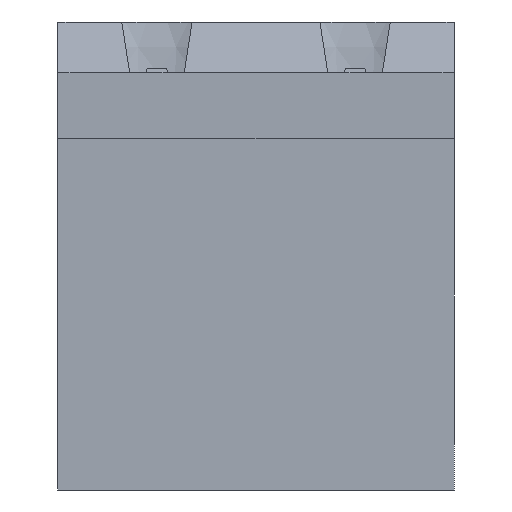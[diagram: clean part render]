
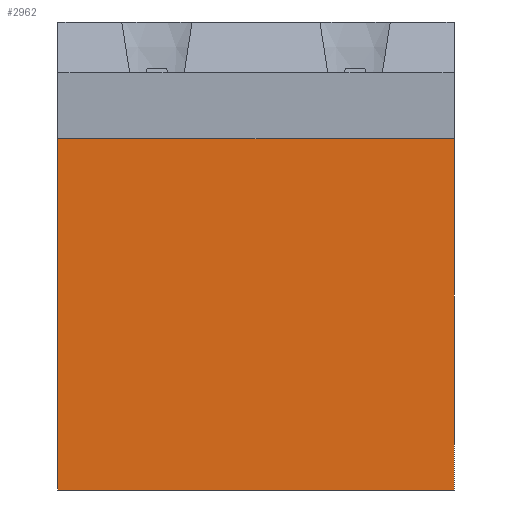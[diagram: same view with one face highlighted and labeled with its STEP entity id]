
A CAD part, front view. The second image highlights one B-rep face of the part: STEP entity #2962.
In plain terms, the highlighted planar face has unit normal (0, -1, 0).
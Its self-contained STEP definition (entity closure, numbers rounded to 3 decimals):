
#401=ORIENTED_EDGE('',*,*,#1196,.T.);
#402=ORIENTED_EDGE('',*,*,#1042,.T.);
#403=ORIENTED_EDGE('',*,*,#1114,.T.);
#404=ORIENTED_EDGE('',*,*,#1220,.T.);
#1042=EDGE_CURVE('',#1478,#1477,#1757,.T.);
#1114=EDGE_CURVE('',#1477,#1543,#1817,.T.);
#1196=EDGE_CURVE('',#1605,#1478,#1897,.T.);
#1220=EDGE_CURVE('',#1543,#1605,#1919,.T.);
#1477=VERTEX_POINT('',#4215);
#1478=VERTEX_POINT('',#4217);
#1543=VERTEX_POINT('',#4362);
#1605=VERTEX_POINT('',#4529);
#1757=LINE('',#4216,#2100);
#1817=LINE('',#4363,#2160);
#1897=LINE('',#4528,#2240);
#1919=LINE('',#4569,#2262);
#2100=VECTOR('',#3380,1000.);
#2160=VECTOR('',#3482,1000.);
#2240=VECTOR('',#3594,1000.);
#2262=VECTOR('',#3628,1000.);
#2471=EDGE_LOOP('',(#401,#402,#403,#404));
#2654=FACE_BOUND('',#2471,.T.);
#2835=PLANE('',#3172);
#2962=ADVANCED_FACE('',(#2654),#2835,.T.);
#3172=AXIS2_PLACEMENT_3D('',#4570,#3629,#3630);
#3380=DIRECTION('',(1.,0.,0.));
#3482=DIRECTION('',(0.,0.,1.));
#3594=DIRECTION('',(0.,0.,-1.));
#3628=DIRECTION('',(-1.,0.,0.));
#3629=DIRECTION('',(0.,-1.,0.));
#3630=DIRECTION('',(0.,0.,-1.));
#4215=CARTESIAN_POINT('',(5.08,0.7,-6.));
#4216=CARTESIAN_POINT('',(-5.08,0.7,-6.));
#4217=CARTESIAN_POINT('',(-5.08,0.7,-6.));
#4362=CARTESIAN_POINT('',(5.08,0.7,3.));
#4363=CARTESIAN_POINT('',(5.08,0.7,-6.));
#4528=CARTESIAN_POINT('',(-5.08,0.7,3.));
#4529=CARTESIAN_POINT('',(-5.08,0.7,3.));
#4569=CARTESIAN_POINT('',(5.08,0.7,3.));
#4570=CARTESIAN_POINT('',(0.,0.7,0.));
